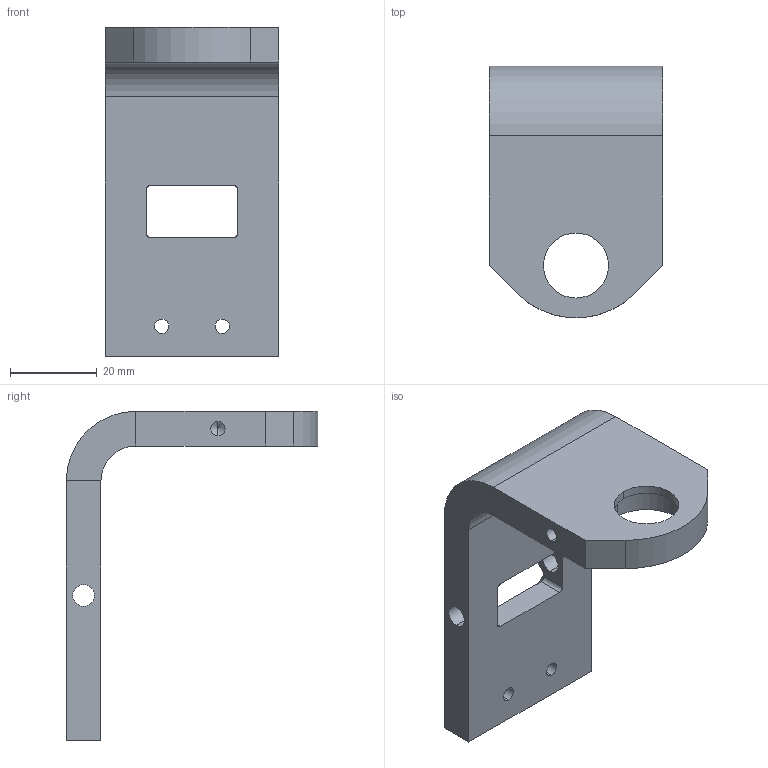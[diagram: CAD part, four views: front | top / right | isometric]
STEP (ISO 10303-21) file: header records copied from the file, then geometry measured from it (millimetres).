
FILE_DESCRIPTION (( 'STEP AP203' ), '1' );
FILE_NAME ('V2_ASV-V1.4-USI_003-A-ETRIER-ROUE.STEP', '2024-03-04T11:00:44', ( '' ), ( '' ), 'SwSTEP 2.0', 'SolidWorks 2016', '' );
FILE_SCHEMA (( 'CONFIG_CONTROL_DESIGN' ));
Length unit declared in the file: millimetre
Products named in the file (1): V2_ASV-V1.4-USI_003-A-ETRIER-ROUE
Bounding box: 40 x 58.02 x 76 mm (x, y, z)
Volume: 31905.7 mm3; surface area: 13006.5 mm2
Topology: 1 solids, 1 shells, 63 faces, 158 edges, 93 vertices
Faces by surface type: cylinder 29, plane 20, cone 14
Entity records: 1937 total; most frequent: CARTESIAN_POINT 341, DIRECTION 334, ORIENTED_EDGE 296, EDGE_CURVE 148, AXIS2_PLACEMENT_3D 126, VERTEX_POINT 93, LINE 82, VECTOR 82
